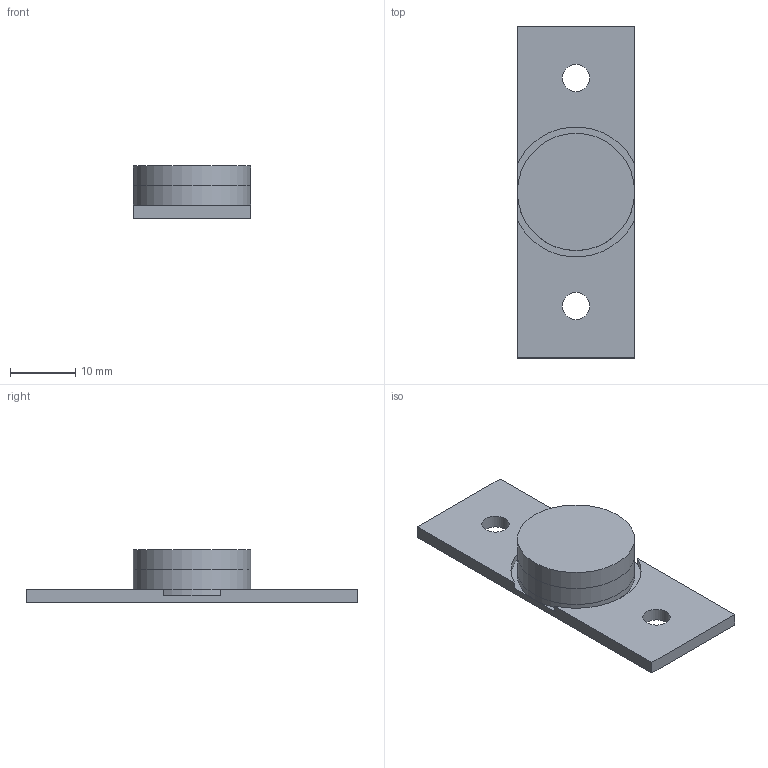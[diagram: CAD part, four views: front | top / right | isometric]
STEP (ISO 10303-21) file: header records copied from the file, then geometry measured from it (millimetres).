
FILE_DESCRIPTION(/* description */ (''),/* implementation_level */ '2;1');
FILE_NAME(/* name */ 'AnyBio_Piston_WholeAssembly v2.step',/* time_stamp */ '2024-08-01T14:05:48+02:00',/* author */ (''),/* organization */ (''),/* preprocessor_version */ 'ST-DEVELOPER v20',/* originating_system */ 'Autodesk Translation Framework v13.14.0.145',/* authorisation */ '');
FILE_SCHEMA (('AUTOMOTIVE_DESIGN { 1 0 10303 214 3 1 1 }'));
Length unit declared in the file: millimetre
Products named in the file (1): AnyBio_Piston_WholeAssembly
Bounding box: 18 x 51 x 8 mm (x, y, z)
Volume: 3259.5 mm3; surface area: 3550.4 mm2
Topology: 3 solids, 3 shells, 21 faces, 42 edges, 27 vertices
Faces by surface type: plane 14, cylinder 7
Full cylindrical faces by diameter (mm): 4.2 x2, 18 x3
Entity records: 593 total; most frequent: DIRECTION 101, CARTESIAN_POINT 91, ORIENTED_EDGE 84, EDGE_CURVE 42, AXIS2_PLACEMENT_3D 37, LINE 27, VECTOR 27, VERTEX_POINT 27
